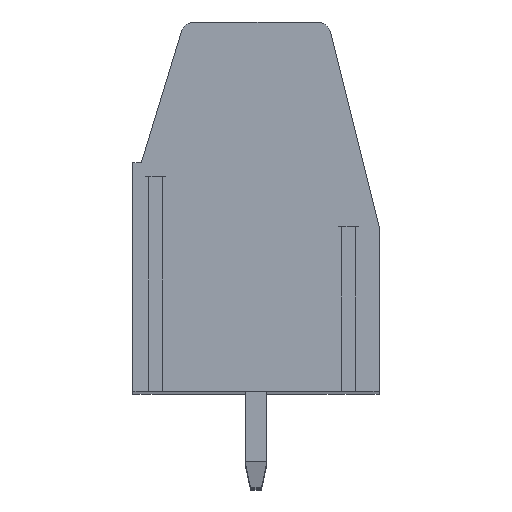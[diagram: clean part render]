
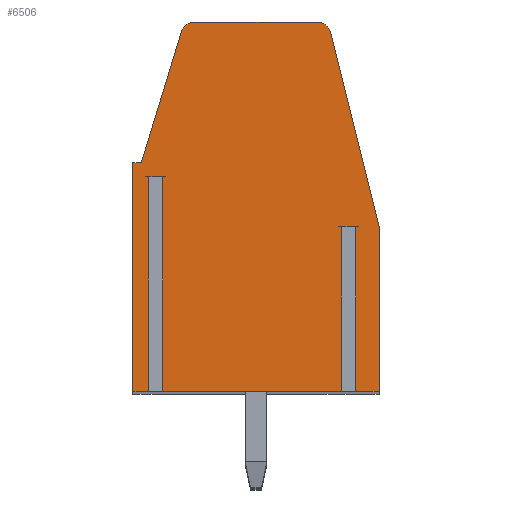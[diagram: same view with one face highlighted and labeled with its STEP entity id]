
A CAD part, top view. The second image highlights one B-rep face of the part: STEP entity #6506.
In plain terms, the highlighted planar face has unit normal (0, 0, 1).
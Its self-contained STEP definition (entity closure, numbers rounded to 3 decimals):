
#13=DIRECTION('',(-1.,0.,0.));
#14=VECTOR('',#13,0.503);
#15=CARTESIAN_POINT('',(-3.413,1.1,58.42));
#16=LINE('',#15,#14);
#17=DIRECTION('',(0.,1.,0.));
#18=VECTOR('',#17,7.85);
#19=CARTESIAN_POINT('',(-3.917,-6.75,58.42));
#20=LINE('',#19,#18);
#21=DIRECTION('',(1.,0.,0.));
#22=VECTOR('',#21,0.583);
#23=CARTESIAN_POINT('',(-4.5,-6.75,58.42));
#24=LINE('',#23,#22);
#25=DIRECTION('',(0.,-1.,0.));
#26=VECTOR('',#25,8.35);
#27=CARTESIAN_POINT('',(-4.5,1.6,58.42));
#28=LINE('',#27,#26);
#29=DIRECTION('',(-1.,0.,0.));
#30=VECTOR('',#29,0.31);
#31=CARTESIAN_POINT('',(-4.19,1.6,58.42));
#32=LINE('',#31,#30);
#33=DIRECTION('',(-0.292,-0.956,0.));
#34=VECTOR('',#33,5.015);
#35=CARTESIAN_POINT('',(-2.723,6.396,58.42));
#36=LINE('',#35,#34);
#37=CARTESIAN_POINT('',(-2.245,6.25,58.42));
#38=DIRECTION('',(0.,0.,1.));
#39=DIRECTION('',(0.,1.,0.));
#40=AXIS2_PLACEMENT_3D('',#37,#38,#39);
#42=DIRECTION('',(-1.,0.,0.));
#43=VECTOR('',#42,4.489);
#44=CARTESIAN_POINT('',(2.244,6.75,58.42));
#45=LINE('',#44,#43);
#46=CARTESIAN_POINT('',(2.244,6.25,58.42));
#47=DIRECTION('',(0.,0.,1.));
#48=DIRECTION('',(0.97,0.242,0.));
#49=AXIS2_PLACEMENT_3D('',#46,#47,#48);
#51=DIRECTION('',(-0.242,0.97,0.));
#52=VECTOR('',#51,7.318);
#53=CARTESIAN_POINT('',(4.5,-0.73,58.42));
#54=LINE('',#53,#52);
#55=DIRECTION('',(0.,1.,0.));
#56=VECTOR('',#55,6.02);
#57=CARTESIAN_POINT('',(4.5,-6.75,58.42));
#58=LINE('',#57,#56);
#59=DIRECTION('',(1.,0.,0.));
#60=VECTOR('',#59,0.863);
#61=CARTESIAN_POINT('',(3.637,-6.75,58.42));
#62=LINE('',#61,#60);
#63=DIRECTION('',(0.,1.,0.));
#64=VECTOR('',#63,6.02);
#65=CARTESIAN_POINT('',(3.637,-6.75,58.42));
#66=LINE('',#65,#64);
#67=DIRECTION('',(-1.,0.,0.));
#68=VECTOR('',#67,0.503);
#69=CARTESIAN_POINT('',(3.637,-0.73,58.42));
#70=LINE('',#69,#68);
#71=DIRECTION('',(0.,1.,0.));
#72=VECTOR('',#71,6.02);
#73=CARTESIAN_POINT('',(3.133,-6.75,58.42));
#74=LINE('',#73,#72);
#75=DIRECTION('',(1.,0.,0.));
#76=VECTOR('',#75,6.547);
#77=CARTESIAN_POINT('',(-3.413,-6.75,58.42));
#78=LINE('',#77,#76);
#79=DIRECTION('',(0.,1.,0.));
#80=VECTOR('',#79,7.85);
#81=CARTESIAN_POINT('',(-3.413,-6.75,58.42));
#82=LINE('',#81,#80);
#5085=CARTESIAN_POINT('',(4.5,-6.75,58.42));
#5086=CARTESIAN_POINT('',(4.5,-0.73,58.42));
#5087=VERTEX_POINT('',#5085);
#5088=VERTEX_POINT('',#5086);
#5089=CARTESIAN_POINT('',(2.73,6.371,58.42));
#5090=VERTEX_POINT('',#5089);
#5091=CARTESIAN_POINT('',(2.244,6.75,58.42));
#5092=VERTEX_POINT('',#5091);
#5093=CARTESIAN_POINT('',(-2.245,6.75,58.42));
#5094=VERTEX_POINT('',#5093);
#5095=CARTESIAN_POINT('',(-2.723,6.396,58.42));
#5096=VERTEX_POINT('',#5095);
#5097=CARTESIAN_POINT('',(-4.19,1.6,58.42));
#5098=VERTEX_POINT('',#5097);
#5099=CARTESIAN_POINT('',(-4.5,1.6,58.42));
#5100=VERTEX_POINT('',#5099);
#5101=CARTESIAN_POINT('',(-4.5,-6.75,58.42));
#5102=VERTEX_POINT('',#5101);
#5177=CARTESIAN_POINT('',(3.637,-0.73,58.42));
#5178=CARTESIAN_POINT('',(3.133,-0.73,58.42));
#5179=VERTEX_POINT('',#5177);
#5180=VERTEX_POINT('',#5178);
#5181=CARTESIAN_POINT('',(3.133,-6.75,58.42));
#5182=VERTEX_POINT('',#5181);
#5183=CARTESIAN_POINT('',(3.637,-6.75,58.42));
#5184=VERTEX_POINT('',#5183);
#5201=CARTESIAN_POINT('',(-3.413,1.1,58.42));
#5202=CARTESIAN_POINT('',(-3.917,1.1,58.42));
#5203=VERTEX_POINT('',#5201);
#5204=VERTEX_POINT('',#5202);
#5205=CARTESIAN_POINT('',(-3.413,-6.75,58.42));
#5206=VERTEX_POINT('',#5205);
#5207=CARTESIAN_POINT('',(-3.917,-6.75,58.42));
#5208=VERTEX_POINT('',#5207);
#6465=CARTESIAN_POINT('',(0.,0.,58.42));
#6466=DIRECTION('',(0.,0.,1.));
#6467=DIRECTION('',(1.,0.,0.));
#6468=AXIS2_PLACEMENT_3D('',#6465,#6466,#6467);
#6469=PLANE('',#6468);
#6471=ORIENTED_EDGE('',*,*,#6470,.T.);
#6473=ORIENTED_EDGE('',*,*,#6472,.F.);
#6475=ORIENTED_EDGE('',*,*,#6474,.F.);
#6477=ORIENTED_EDGE('',*,*,#6476,.F.);
#6479=ORIENTED_EDGE('',*,*,#6478,.F.);
#6481=ORIENTED_EDGE('',*,*,#6480,.F.);
#6483=ORIENTED_EDGE('',*,*,#6482,.F.);
#6485=ORIENTED_EDGE('',*,*,#6484,.F.);
#6487=ORIENTED_EDGE('',*,*,#6486,.F.);
#6489=ORIENTED_EDGE('',*,*,#6488,.F.);
#6491=ORIENTED_EDGE('',*,*,#6490,.F.);
#6493=ORIENTED_EDGE('',*,*,#6492,.F.);
#6495=ORIENTED_EDGE('',*,*,#6494,.T.);
#6497=ORIENTED_EDGE('',*,*,#6496,.T.);
#6499=ORIENTED_EDGE('',*,*,#6498,.F.);
#6501=ORIENTED_EDGE('',*,*,#6500,.F.);
#6503=ORIENTED_EDGE('',*,*,#6502,.T.);
#6504=EDGE_LOOP('',(#6471,#6473,#6475,#6477,#6479,#6481,#6483,#6485,#6487,#6489,
#6491,#6493,#6495,#6497,#6499,#6501,#6503));
#6505=FACE_OUTER_BOUND('',#6504,.F.);
#41=CIRCLE('',#40,0.5);
#50=CIRCLE('',#49,0.5);
#6470=EDGE_CURVE('',#5203,#5204,#16,.T.);
#6472=EDGE_CURVE('',#5208,#5204,#20,.T.);
#6474=EDGE_CURVE('',#5102,#5208,#24,.T.);
#6476=EDGE_CURVE('',#5100,#5102,#28,.T.);
#6478=EDGE_CURVE('',#5098,#5100,#32,.T.);
#6480=EDGE_CURVE('',#5096,#5098,#36,.T.);
#6482=EDGE_CURVE('',#5094,#5096,#41,.T.);
#6484=EDGE_CURVE('',#5092,#5094,#45,.T.);
#6486=EDGE_CURVE('',#5090,#5092,#50,.T.);
#6488=EDGE_CURVE('',#5088,#5090,#54,.T.);
#6490=EDGE_CURVE('',#5087,#5088,#58,.T.);
#6492=EDGE_CURVE('',#5184,#5087,#62,.T.);
#6494=EDGE_CURVE('',#5184,#5179,#66,.T.);
#6496=EDGE_CURVE('',#5179,#5180,#70,.T.);
#6498=EDGE_CURVE('',#5182,#5180,#74,.T.);
#6500=EDGE_CURVE('',#5206,#5182,#78,.T.);
#6502=EDGE_CURVE('',#5206,#5203,#82,.T.);
#6506=ADVANCED_FACE('',(#6505),#6469,.T.);
